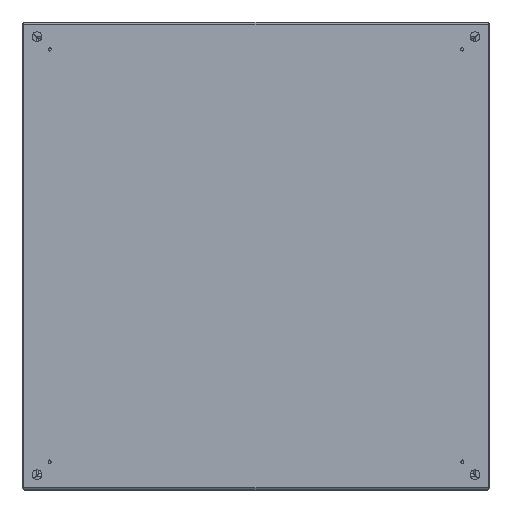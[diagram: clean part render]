
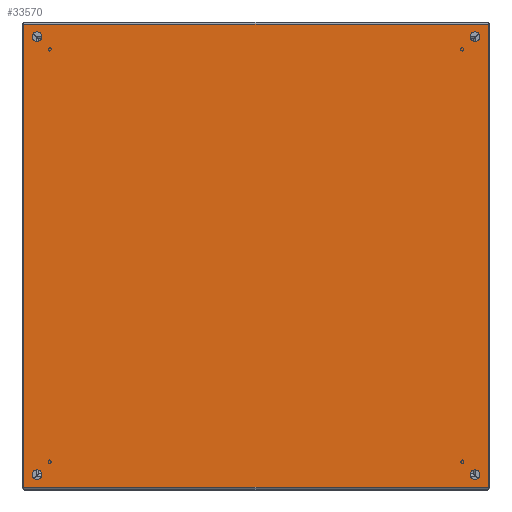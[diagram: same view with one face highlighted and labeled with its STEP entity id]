
A CAD part, top view. The second image highlights one B-rep face of the part: STEP entity #33570.
In plain terms, the highlighted face is planar.
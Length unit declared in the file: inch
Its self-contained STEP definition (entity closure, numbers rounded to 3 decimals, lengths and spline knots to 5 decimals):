
#122 = ORIENTED_EDGE ( 'NONE', *, *, #6814, .T. ) ;
#321 = AXIS2_PLACEMENT_3D ( 'NONE', #10505, #30453, #32493 ) ;
#419 = CIRCLE ( 'NONE', #13315, 0.25 ) ;
#1547 = VERTEX_POINT ( 'NONE', #29166 ) ;
#2136 = EDGE_LOOP ( 'NONE', ( #32757, #33540, #33696, #23206 ) ) ;
#2317 = DIRECTION ( 'NONE',  ( 0., 0., -1. ) ) ;
#2661 = DIRECTION ( 'NONE',  ( 0., -1., 0. ) ) ;
#2751 = DIRECTION ( 'NONE',  ( 0., 1., 0. ) ) ;
#2757 = DIRECTION ( 'NONE',  ( 1., 0., 0. ) ) ;
#3377 = ORIENTED_EDGE ( 'NONE', *, *, #7840, .T. ) ;
#4565 = CARTESIAN_POINT ( 'NONE',  ( 0., 0.072, 11.928 ) ) ;
#4952 = FACE_BOUND ( 'NONE', #12504, .T. ) ;
#5339 = ORIENTED_EDGE ( 'NONE', *, *, #21024, .T. ) ;
#5851 = DIRECTION ( 'NONE',  ( 1., 0., 0. ) ) ;
#5917 = VECTOR ( 'NONE', #2751, 39.37008 ) ;
#6303 = CARTESIAN_POINT ( 'NONE',  ( 0., 0.5, -11.25 ) ) ;
#6495 = DIRECTION ( 'NONE',  ( 0., -1., 0. ) ) ;
#6814 = EDGE_CURVE ( 'NONE', #18940, #33317, #32761, .T. ) ;
#7437 = VERTEX_POINT ( 'NONE', #30062 ) ;
#7491 = CARTESIAN_POINT ( 'NONE',  ( 0., 1., -11.25 ) ) ;
#7734 = FACE_OUTER_BOUND ( 'NONE', #2136, .T. ) ;
#7840 = EDGE_CURVE ( 'NONE', #7437, #10727, #31090, .T. ) ;
#8231 = DIRECTION ( 'NONE',  ( 1., 0., 0. ) ) ;
#8520 = EDGE_CURVE ( 'NONE', #19565, #15627, #30748, .T. ) ;
#9254 = AXIS2_PLACEMENT_3D ( 'NONE', #16786, #2757, #16621 ) ;
#9354 = VERTEX_POINT ( 'NONE', #7491 ) ;
#9661 = DIRECTION ( 'NONE',  ( 1., 0., 0. ) ) ;
#10289 = FACE_BOUND ( 'NONE', #15289, .T. ) ;
#10505 = CARTESIAN_POINT ( 'NONE',  ( 0., 0.75, 11.25 ) ) ;
#10727 = VERTEX_POINT ( 'NONE', #20504 ) ;
#10882 = LINE ( 'NONE', #31220, #5917 ) ;
#11126 = EDGE_CURVE ( 'NONE', #19565, #11964, #15801, .T. ) ;
#11710 = DIRECTION ( 'NONE',  ( 1., 0., 0. ) ) ;
#11773 = DIRECTION ( 'NONE',  ( 0., -1., 0. ) ) ;
#11964 = VERTEX_POINT ( 'NONE', #18192 ) ;
#12504 = EDGE_LOOP ( 'NONE', ( #3377, #5339 ) ) ;
#12812 = CIRCLE ( 'NONE', #9254, 0.25 ) ;
#12890 = LINE ( 'NONE', #4565, #13434 ) ;
#12923 = PLANE ( 'NONE',  #34386 ) ;
#13315 = AXIS2_PLACEMENT_3D ( 'NONE', #23570, #9661, #15047 ) ;
#13434 = VECTOR ( 'NONE', #24711, 39.37008 ) ;
#13614 = CIRCLE ( 'NONE', #17127, 0.25 ) ;
#14674 = EDGE_LOOP ( 'NONE', ( #122, #23040 ) ) ;
#15047 = DIRECTION ( 'NONE',  ( 0., -1., 0. ) ) ;
#15289 = EDGE_LOOP ( 'NONE', ( #26648, #19225 ) ) ;
#15318 = DIRECTION ( 'NONE',  ( 1., 0., 0. ) ) ;
#15357 = CARTESIAN_POINT ( 'NONE',  ( 0., 23.5, 11.25 ) ) ;
#15627 = VERTEX_POINT ( 'NONE', #27092 ) ;
#15791 = CARTESIAN_POINT ( 'NONE',  ( 0., 0.072, -11.892 ) ) ;
#15801 = LINE ( 'NONE', #24676, #32223 ) ;
#16330 = DIRECTION ( 'NONE',  ( 1., 0., 0. ) ) ;
#16621 = DIRECTION ( 'NONE',  ( 0., -1., 0. ) ) ;
#16786 = CARTESIAN_POINT ( 'NONE',  ( 0., 0.75, 11.25 ) ) ;
#16874 = CARTESIAN_POINT ( 'NONE',  ( 0., 23.25, 11.25 ) ) ;
#17127 = AXIS2_PLACEMENT_3D ( 'NONE', #28867, #23847, #6495 ) ;
#17409 = CARTESIAN_POINT ( 'NONE',  ( 0., 23.25, -11.25 ) ) ;
#18044 = CARTESIAN_POINT ( 'NONE',  ( 0., 23.25, -11.25 ) ) ;
#18192 = CARTESIAN_POINT ( 'NONE',  ( 0., 0.072, 11.892 ) ) ;
#18940 = VERTEX_POINT ( 'NONE', #30943 ) ;
#19225 = ORIENTED_EDGE ( 'NONE', *, *, #31541, .T. ) ;
#19565 = VERTEX_POINT ( 'NONE', #21751 ) ;
#19834 = DIRECTION ( 'NONE',  ( 0., -1., 0. ) ) ;
#20472 = VECTOR ( 'NONE', #2317, 39.37008 ) ;
#20504 = CARTESIAN_POINT ( 'NONE',  ( 0., 23.5, -11.25 ) ) ;
#20630 = AXIS2_PLACEMENT_3D ( 'NONE', #16874, #8231, #2661 ) ;
#20851 = EDGE_CURVE ( 'NONE', #33317, #18940, #12812, .T. ) ;
#21024 = EDGE_CURVE ( 'NONE', #10727, #7437, #24634, .T. ) ;
#21751 = CARTESIAN_POINT ( 'NONE',  ( 0., 23.928, 11.892 ) ) ;
#22411 = EDGE_CURVE ( 'NONE', #9354, #31439, #31857, .T. ) ;
#22881 = CARTESIAN_POINT ( 'NONE',  ( 0., 0.072, 11.928 ) ) ;
#23040 = ORIENTED_EDGE ( 'NONE', *, *, #20851, .T. ) ;
#23206 = ORIENTED_EDGE ( 'NONE', *, *, #30018, .T. ) ;
#23570 = CARTESIAN_POINT ( 'NONE',  ( 0., 0.75, -11.25 ) ) ;
#23847 = DIRECTION ( 'NONE',  ( 1., 0., 0. ) ) ;
#24634 = CIRCLE ( 'NONE', #33457, 0.25 ) ;
#24676 = CARTESIAN_POINT ( 'NONE',  ( 0., 0.072, 11.892 ) ) ;
#24711 = DIRECTION ( 'NONE',  ( 0., 0., 1. ) ) ;
#24748 = CIRCLE ( 'NONE', #20630, 0.25 ) ;
#25098 = CARTESIAN_POINT ( 'NONE',  ( 0., 1., 11.25 ) ) ;
#25217 = CARTESIAN_POINT ( 'NONE',  ( 0., 23.928, -11.928 ) ) ;
#26648 = ORIENTED_EDGE ( 'NONE', *, *, #30859, .T. ) ;
#27092 = CARTESIAN_POINT ( 'NONE',  ( 0., 23.928, -11.892 ) ) ;
#28320 = AXIS2_PLACEMENT_3D ( 'NONE', #35712, #16330, #30349 ) ;
#28867 = CARTESIAN_POINT ( 'NONE',  ( 0., 23.25, 11.25 ) ) ;
#29166 = CARTESIAN_POINT ( 'NONE',  ( 0., 23., 11.25 ) ) ;
#29345 = AXIS2_PLACEMENT_3D ( 'NONE', #17409, #11710, #19834 ) ;
#29726 = ORIENTED_EDGE ( 'NONE', *, *, #36021, .T. ) ;
#30018 = EDGE_CURVE ( 'NONE', #30272, #11964, #12890, .T. ) ;
#30062 = CARTESIAN_POINT ( 'NONE',  ( 0., 23., -11.25 ) ) ;
#30272 = VERTEX_POINT ( 'NONE', #15791 ) ;
#30349 = DIRECTION ( 'NONE',  ( 0., -1., 0. ) ) ;
#30453 = DIRECTION ( 'NONE',  ( 1., 0., 0. ) ) ;
#30570 = DIRECTION ( 'NONE',  ( 0., -1., 0. ) ) ;
#30748 = LINE ( 'NONE', #25217, #20472 ) ;
#30859 = EDGE_CURVE ( 'NONE', #1547, #31628, #24748, .T. ) ;
#30943 = CARTESIAN_POINT ( 'NONE',  ( 0., 0.5, 11.25 ) ) ;
#31090 = CIRCLE ( 'NONE', #29345, 0.25 ) ;
#31220 = CARTESIAN_POINT ( 'NONE',  ( 0., 23.928, -11.892 ) ) ;
#31439 = VERTEX_POINT ( 'NONE', #6303 ) ;
#31541 = EDGE_CURVE ( 'NONE', #31628, #1547, #13614, .T. ) ;
#31552 = ORIENTED_EDGE ( 'NONE', *, *, #22411, .T. ) ;
#31628 = VERTEX_POINT ( 'NONE', #15357 ) ;
#31684 = EDGE_CURVE ( 'NONE', #30272, #15627, #10882, .T. ) ;
#31857 = CIRCLE ( 'NONE', #28320, 0.25 ) ;
#32223 = VECTOR ( 'NONE', #30570, 39.37008 ) ;
#32295 = DIRECTION ( 'NONE',  ( 0., -1., 0. ) ) ;
#32493 = DIRECTION ( 'NONE',  ( 0., -1., 0. ) ) ;
#32757 = ORIENTED_EDGE ( 'NONE', *, *, #11126, .F. ) ;
#32761 = CIRCLE ( 'NONE', #321, 0.25 ) ;
#33317 = VERTEX_POINT ( 'NONE', #25098 ) ;
#33457 = AXIS2_PLACEMENT_3D ( 'NONE', #18044, #15318, #32295 ) ;
#33540 = ORIENTED_EDGE ( 'NONE', *, *, #8520, .T. ) ;
#33570 = ADVANCED_FACE ( 'NONE', ( #7734, #35446, #4952, #35619, #10289 ), #12923, .F. ) ;
#33696 = ORIENTED_EDGE ( 'NONE', *, *, #31684, .F. ) ;
#34386 = AXIS2_PLACEMENT_3D ( 'NONE', #22881, #5851, #11773 ) ;
#35446 = FACE_BOUND ( 'NONE', #35577, .T. ) ;
#35577 = EDGE_LOOP ( 'NONE', ( #29726, #31552 ) ) ;
#35619 = FACE_BOUND ( 'NONE', #14674, .T. ) ;
#35712 = CARTESIAN_POINT ( 'NONE',  ( 0., 0.75, -11.25 ) ) ;
#36021 = EDGE_CURVE ( 'NONE', #31439, #9354, #419, .T. ) ;
